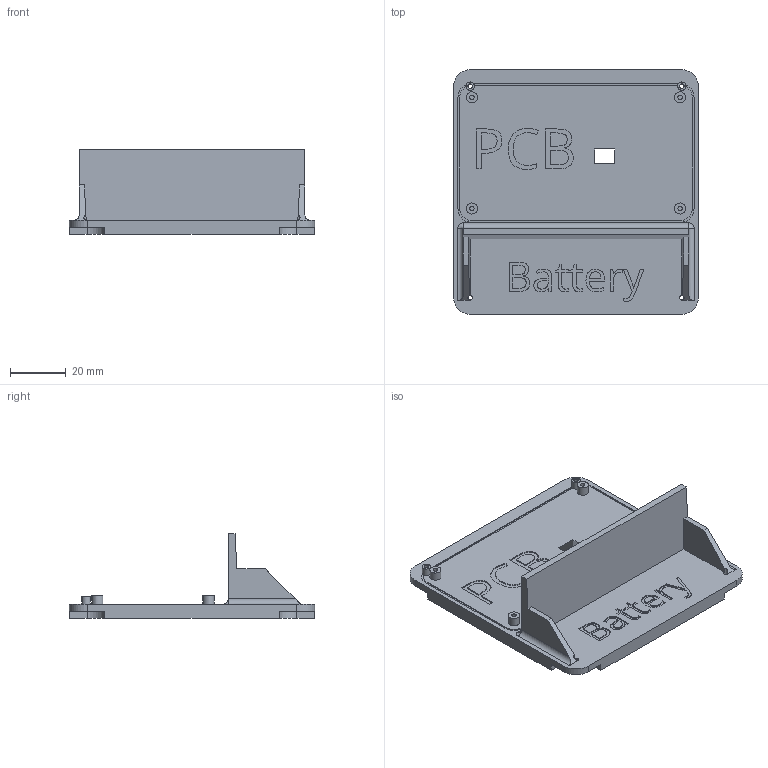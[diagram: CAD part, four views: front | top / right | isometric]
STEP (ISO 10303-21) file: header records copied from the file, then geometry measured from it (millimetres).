
FILE_DESCRIPTION(/* description */ ('STEP AP242','CAx-IF Rec.Pracs.---Representation and Presentation of Product Manufacturing Information (PMI)---4.0---2014-10-13','CAx-IF Rec.Pracs.---3D Tessellated Geometry---0.4---2014-09-14','2;1'),/* implementation_level */ '2;1');
FILE_NAME(/* name */ '646eab92ef674c4814e8aae0',/* time_stamp */ '2023-05-25T00:28:02Z',/* author */ (''),/* organization */ (''),/* preprocessor_version */ 'ST-DEVELOPER v19.4',/* originating_system */ ' ',/* authorisation */ ' ');
FILE_SCHEMA (('AP242_MANAGED_MODEL_BASED_3D_ENGINEERING_MIM_LF { 1 0 10303 442 1 1 4 }'));
Length unit declared in the file: metre
Products named in the file (1): Part 1
Bounding box: 88.27 x 88.27 x 30.48 mm (x, y, z)
Volume: 45052.7 mm3; surface area: 22797.9 mm2
Topology: 1 solids, 1 shells, 301 faces, 820 edges, 544 vertices
Faces by surface type: plane 155, bspline 111, cylinder 33, torus 2
Full cylindrical faces by diameter (mm): 1.6 x8, 3 x2, 4 x4
Entity records: 9740 total; most frequent: CARTESIAN_POINT 2863, ORIENTED_EDGE 1600, DIRECTION 1040, EDGE_CURVE 800, VERTEX_POINT 540, LINE 498, VECTOR 498, EDGE_LOOP 350
